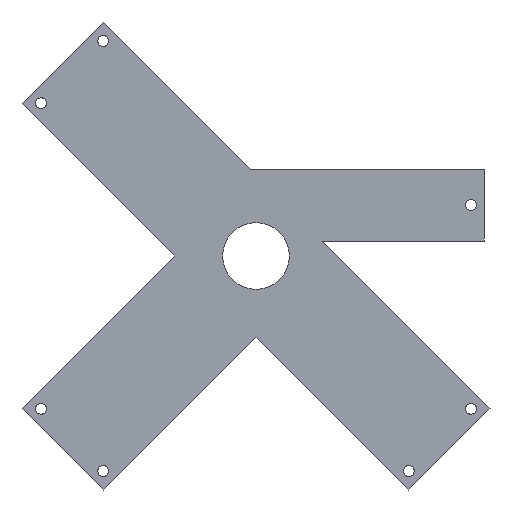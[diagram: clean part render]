
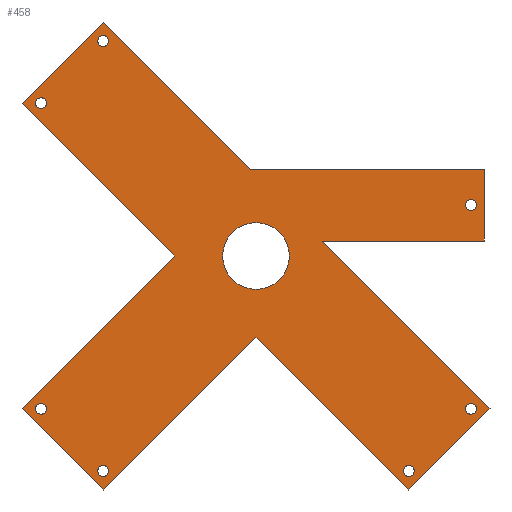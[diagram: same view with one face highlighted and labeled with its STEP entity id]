
A CAD part, front view. The second image highlights one B-rep face of the part: STEP entity #458.
In plain terms, the highlighted planar face has unit normal (0, -1, 0).
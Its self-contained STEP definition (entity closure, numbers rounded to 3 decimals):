
#23=FACE_BOUND('',#97,.T.);
#24=FACE_BOUND('',#98,.T.);
#25=FACE_BOUND('',#99,.T.);
#26=FACE_BOUND('',#100,.T.);
#27=FACE_BOUND('',#101,.T.);
#28=FACE_BOUND('',#102,.T.);
#29=FACE_BOUND('',#103,.T.);
#30=FACE_BOUND('',#104,.T.);
#44=PLANE('',#510);
#66=FACE_OUTER_BOUND('',#96,.T.);
#96=EDGE_LOOP('',(#409,#410,#411,#412,#413,#414,#415,#416,#417,#418,#419,
#420));
#97=EDGE_LOOP('',(#421));
#98=EDGE_LOOP('',(#422));
#99=EDGE_LOOP('',(#423));
#100=EDGE_LOOP('',(#424));
#101=EDGE_LOOP('',(#425));
#102=EDGE_LOOP('',(#426));
#103=EDGE_LOOP('',(#427));
#104=EDGE_LOOP('',(#428));
#113=LINE('',#685,#157);
#117=LINE('',#693,#161);
#120=LINE('',#699,#164);
#123=LINE('',#705,#167);
#126=LINE('',#711,#170);
#129=LINE('',#717,#173);
#132=LINE('',#723,#176);
#135=LINE('',#729,#179);
#138=LINE('',#735,#182);
#141=LINE('',#741,#185);
#144=LINE('',#747,#188);
#147=LINE('',#752,#191);
#157=VECTOR('',#571,10.);
#161=VECTOR('',#577,10.);
#164=VECTOR('',#582,10.);
#167=VECTOR('',#587,10.);
#170=VECTOR('',#592,10.);
#173=VECTOR('',#597,10.);
#176=VECTOR('',#602,10.);
#179=VECTOR('',#607,10.);
#182=VECTOR('',#612,10.);
#185=VECTOR('',#617,10.);
#188=VECTOR('',#622,10.);
#191=VECTOR('',#627,10.);
#194=CIRCLE('',#475,1.219);
#196=CIRCLE('',#478,1.219);
#198=CIRCLE('',#481,1.219);
#200=CIRCLE('',#484,1.219);
#202=CIRCLE('',#487,7.419);
#204=CIRCLE('',#490,1.219);
#206=CIRCLE('',#493,1.219);
#208=CIRCLE('',#496,1.219);
#210=VERTEX_POINT('',#637);
#212=VERTEX_POINT('',#643);
#214=VERTEX_POINT('',#649);
#216=VERTEX_POINT('',#655);
#218=VERTEX_POINT('',#661);
#220=VERTEX_POINT('',#667);
#222=VERTEX_POINT('',#673);
#224=VERTEX_POINT('',#679);
#225=VERTEX_POINT('',#683);
#226=VERTEX_POINT('',#684);
#229=VERTEX_POINT('',#692);
#231=VERTEX_POINT('',#698);
#233=VERTEX_POINT('',#704);
#235=VERTEX_POINT('',#710);
#237=VERTEX_POINT('',#716);
#239=VERTEX_POINT('',#722);
#241=VERTEX_POINT('',#728);
#243=VERTEX_POINT('',#734);
#245=VERTEX_POINT('',#740);
#247=VERTEX_POINT('',#746);
#251=EDGE_CURVE('',#210,#210,#194,.T.);
#254=EDGE_CURVE('',#212,#212,#196,.T.);
#257=EDGE_CURVE('',#214,#214,#198,.T.);
#260=EDGE_CURVE('',#216,#216,#200,.T.);
#263=EDGE_CURVE('',#218,#218,#202,.T.);
#266=EDGE_CURVE('',#220,#220,#204,.T.);
#269=EDGE_CURVE('',#222,#222,#206,.T.);
#272=EDGE_CURVE('',#224,#224,#208,.T.);
#273=EDGE_CURVE('',#225,#226,#113,.T.);
#277=EDGE_CURVE('',#225,#229,#117,.T.);
#280=EDGE_CURVE('',#229,#231,#120,.T.);
#283=EDGE_CURVE('',#233,#231,#123,.T.);
#286=EDGE_CURVE('',#235,#233,#126,.T.);
#289=EDGE_CURVE('',#235,#237,#129,.T.);
#292=EDGE_CURVE('',#239,#237,#132,.T.);
#295=EDGE_CURVE('',#241,#239,#135,.T.);
#298=EDGE_CURVE('',#241,#243,#138,.T.);
#301=EDGE_CURVE('',#245,#243,#141,.T.);
#304=EDGE_CURVE('',#245,#247,#144,.T.);
#307=EDGE_CURVE('',#247,#226,#147,.T.);
#409=ORIENTED_EDGE('',*,*,#307,.T.);
#410=ORIENTED_EDGE('',*,*,#273,.F.);
#411=ORIENTED_EDGE('',*,*,#277,.T.);
#412=ORIENTED_EDGE('',*,*,#280,.T.);
#413=ORIENTED_EDGE('',*,*,#283,.F.);
#414=ORIENTED_EDGE('',*,*,#286,.F.);
#415=ORIENTED_EDGE('',*,*,#289,.T.);
#416=ORIENTED_EDGE('',*,*,#292,.F.);
#417=ORIENTED_EDGE('',*,*,#295,.F.);
#418=ORIENTED_EDGE('',*,*,#298,.T.);
#419=ORIENTED_EDGE('',*,*,#301,.F.);
#420=ORIENTED_EDGE('',*,*,#304,.T.);
#421=ORIENTED_EDGE('',*,*,#272,.T.);
#422=ORIENTED_EDGE('',*,*,#269,.T.);
#423=ORIENTED_EDGE('',*,*,#266,.T.);
#424=ORIENTED_EDGE('',*,*,#263,.T.);
#425=ORIENTED_EDGE('',*,*,#260,.T.);
#426=ORIENTED_EDGE('',*,*,#257,.T.);
#427=ORIENTED_EDGE('',*,*,#254,.T.);
#428=ORIENTED_EDGE('',*,*,#251,.T.);
#458=ADVANCED_FACE('',(#66,#23,#24,#25,#26,#27,#28,#29,#30),#44,.F.);
#475=AXIS2_PLACEMENT_3D('',#639,#518,#519);
#478=AXIS2_PLACEMENT_3D('',#645,#525,#526);
#481=AXIS2_PLACEMENT_3D('',#651,#532,#533);
#484=AXIS2_PLACEMENT_3D('',#657,#539,#540);
#487=AXIS2_PLACEMENT_3D('',#663,#546,#547);
#490=AXIS2_PLACEMENT_3D('',#669,#553,#554);
#493=AXIS2_PLACEMENT_3D('',#675,#560,#561);
#496=AXIS2_PLACEMENT_3D('',#681,#567,#568);
#510=AXIS2_PLACEMENT_3D('',#755,#631,#632);
#518=DIRECTION('center_axis',(0.,1.,0.));
#519=DIRECTION('ref_axis',(-1.,0.,0.));
#525=DIRECTION('center_axis',(0.,1.,0.));
#526=DIRECTION('ref_axis',(-1.,0.,0.));
#532=DIRECTION('center_axis',(0.,1.,0.));
#533=DIRECTION('ref_axis',(-1.,0.,0.));
#539=DIRECTION('center_axis',(0.,1.,0.));
#540=DIRECTION('ref_axis',(-1.,0.,0.));
#546=DIRECTION('center_axis',(0.,1.,0.));
#547=DIRECTION('ref_axis',(-1.,0.,0.));
#553=DIRECTION('center_axis',(0.,1.,0.));
#554=DIRECTION('ref_axis',(-1.,0.,0.));
#560=DIRECTION('center_axis',(0.,1.,0.));
#561=DIRECTION('ref_axis',(-1.,0.,0.));
#567=DIRECTION('center_axis',(0.,1.,0.));
#568=DIRECTION('ref_axis',(-1.,0.,0.));
#571=DIRECTION('',(0.707,0.,-0.707));
#577=DIRECTION('',(-0.707,0.,-0.707));
#582=DIRECTION('',(0.707,0.,-0.707));
#587=DIRECTION('',(0.707,0.,0.707));
#592=DIRECTION('',(-0.707,0.,0.707));
#597=DIRECTION('',(0.707,0.,0.707));
#602=DIRECTION('',(-0.707,0.,0.707));
#607=DIRECTION('',(-0.707,0.,-0.707));
#612=DIRECTION('',(-0.707,0.,0.707));
#617=DIRECTION('',(-1.,0.,0.));
#622=DIRECTION('',(0.,0.,1.));
#627=DIRECTION('',(-1.,0.,0.));
#631=DIRECTION('center_axis',(0.,1.,0.));
#632=DIRECTION('ref_axis',(-1.,0.,0.));
#637=CARTESIAN_POINT('',(49.039,1.5,11.333));
#639=CARTESIAN_POINT('Origin',(47.82,1.5,11.333));
#643=CARTESIAN_POINT('',(-32.781,1.5,-47.82));
#645=CARTESIAN_POINT('Origin',(-34.,1.5,-47.82));
#649=CARTESIAN_POINT('',(35.219,1.5,-47.82));
#651=CARTESIAN_POINT('Origin',(34.,1.5,-47.82));
#655=CARTESIAN_POINT('',(49.039,1.5,-34.));
#657=CARTESIAN_POINT('Origin',(47.82,1.5,-34.));
#661=CARTESIAN_POINT('',(7.419,1.5,0.));
#663=CARTESIAN_POINT('Origin',(0.,1.5,0.));
#667=CARTESIAN_POINT('',(-46.601,1.5,-34.));
#669=CARTESIAN_POINT('Origin',(-47.82,1.5,-34.));
#673=CARTESIAN_POINT('',(-46.601,1.5,34.));
#675=CARTESIAN_POINT('Origin',(-47.82,1.5,34.));
#679=CARTESIAN_POINT('',(-32.781,1.5,47.82));
#681=CARTESIAN_POINT('Origin',(-34.,1.5,47.82));
#683=CARTESIAN_POINT('',(-34.,1.5,52.063));
#684=CARTESIAN_POINT('',(-1.271,1.5,19.333));
#685=CARTESIAN_POINT('',(-34.,1.5,52.063));
#692=CARTESIAN_POINT('',(-52.063,1.5,34.));
#693=CARTESIAN_POINT('',(-34.,1.5,52.063));
#698=CARTESIAN_POINT('',(-18.063,1.5,0.));
#699=CARTESIAN_POINT('',(-52.063,1.5,34.));
#704=CARTESIAN_POINT('',(-52.063,1.5,-34.));
#705=CARTESIAN_POINT('',(-52.063,1.5,-34.));
#710=CARTESIAN_POINT('',(-34.,1.5,-52.063));
#711=CARTESIAN_POINT('',(-34.,1.5,-52.063));
#716=CARTESIAN_POINT('',(0.,1.5,-18.063));
#717=CARTESIAN_POINT('',(-34.,1.5,-52.063));
#722=CARTESIAN_POINT('',(34.,1.5,-52.063));
#723=CARTESIAN_POINT('',(34.,1.5,-52.063));
#728=CARTESIAN_POINT('',(52.063,1.5,-34.));
#729=CARTESIAN_POINT('',(52.063,1.5,-34.));
#734=CARTESIAN_POINT('',(14.729,1.5,3.333));
#735=CARTESIAN_POINT('',(52.063,1.5,-34.));
#740=CARTESIAN_POINT('',(50.82,1.5,3.333));
#741=CARTESIAN_POINT('',(50.82,1.5,3.333));
#746=CARTESIAN_POINT('',(50.82,1.5,19.333));
#747=CARTESIAN_POINT('',(50.82,1.5,11.333));
#752=CARTESIAN_POINT('',(50.82,1.5,19.333));
#755=CARTESIAN_POINT('Origin',(0.,1.5,0.));
